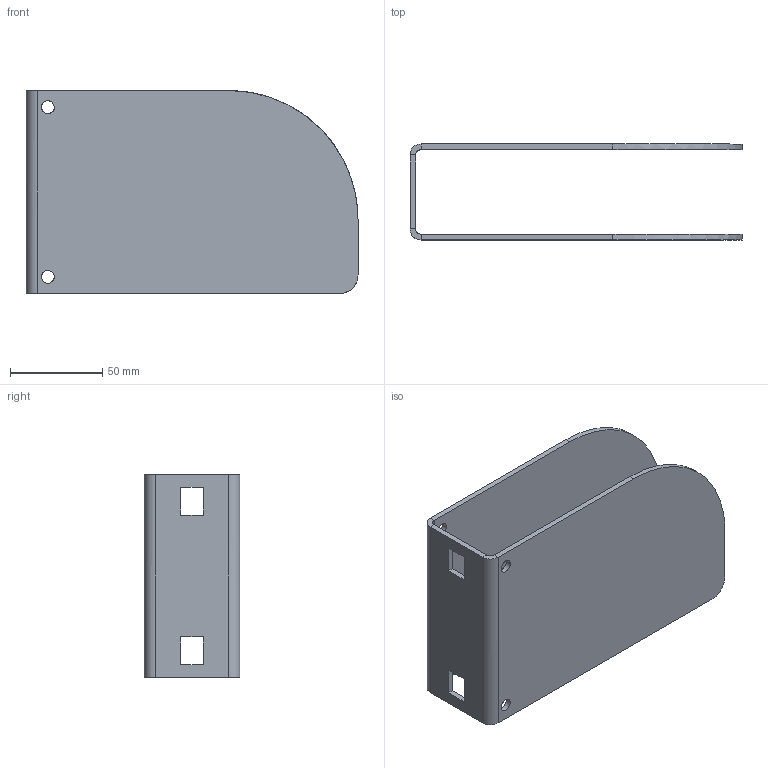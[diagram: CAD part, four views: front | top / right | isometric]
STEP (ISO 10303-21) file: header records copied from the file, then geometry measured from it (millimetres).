
FILE_DESCRIPTION (( 'STEP AP203' ), '1' );
FILE_NAME ('132özbmut4900zT13124_ozaas_Part1.IGS_Default_sldprt.STEP', '2023-01-17T08:07:52', ( '' ), ( '' ), 'SwSTEP 2.0', 'SolidWorks 2019', '' );
FILE_SCHEMA (( 'CONFIG_CONTROL_DESIGN' ));
Length unit declared in the file: millimetre
Products named in the file (1): 132özbmut4900zT13124_ozaas_Part1.IGS_Default_sldprt
Bounding box: 180 x 52 x 110 mm (x, y, z)
Volume: 124725.5 mm3; surface area: 86605.1 mm2
Topology: 1 solids, 1 shells, 42 faces, 104 edges, 64 vertices
Faces by surface type: bspline 42
Entity records: 1526 total; most frequent: CARTESIAN_POINT 804, ORIENTED_EDGE 208, EDGE_CURVE 104, B_SPLINE_CURVE_WITH_KNOTS 86, VERTEX_POINT 64, EDGE_LOOP 54, ADVANCED_FACE 42, FACE_OUTER_BOUND 42
